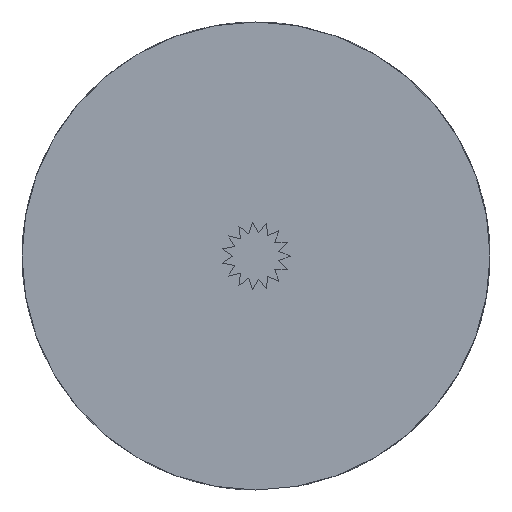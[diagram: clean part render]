
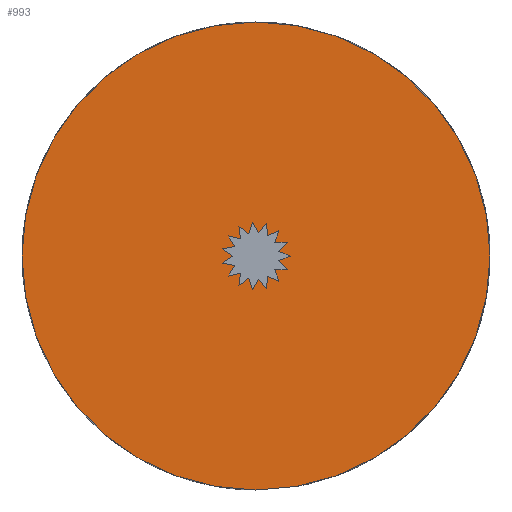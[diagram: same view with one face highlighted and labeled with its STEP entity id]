
A CAD part, front view. The second image highlights one B-rep face of the part: STEP entity #993.
In plain terms, the highlighted planar face has unit normal (0, -1, 0).
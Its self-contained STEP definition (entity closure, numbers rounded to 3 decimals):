
#32=CIRCLE('',#1056,50.);
#71=PLANE('',#1091);
#88=LINE('',#1852,#191);
#91=LINE('',#1858,#194);
#94=LINE('',#1864,#197);
#97=LINE('',#1870,#200);
#100=LINE('',#1876,#203);
#103=LINE('',#1882,#206);
#106=LINE('',#1888,#209);
#109=LINE('',#1894,#212);
#112=LINE('',#1900,#215);
#115=LINE('',#1906,#218);
#118=LINE('',#1912,#221);
#121=LINE('',#1918,#224);
#124=LINE('',#1924,#227);
#127=LINE('',#1930,#230);
#130=LINE('',#1936,#233);
#133=LINE('',#1942,#236);
#136=LINE('',#1948,#239);
#139=LINE('',#1954,#242);
#142=LINE('',#1960,#245);
#145=LINE('',#1966,#248);
#148=LINE('',#1972,#251);
#151=LINE('',#1978,#254);
#154=LINE('',#1984,#257);
#157=LINE('',#1990,#260);
#160=LINE('',#1996,#263);
#163=LINE('',#2002,#266);
#166=LINE('',#2008,#269);
#169=LINE('',#2014,#272);
#172=LINE('',#2020,#275);
#175=LINE('',#2024,#278);
#191=VECTOR('',#1204,10.);
#194=VECTOR('',#1209,10.);
#197=VECTOR('',#1214,10.);
#200=VECTOR('',#1219,10.);
#203=VECTOR('',#1224,10.);
#206=VECTOR('',#1229,10.);
#209=VECTOR('',#1234,10.);
#212=VECTOR('',#1239,10.);
#215=VECTOR('',#1244,10.);
#218=VECTOR('',#1249,10.);
#221=VECTOR('',#1254,10.);
#224=VECTOR('',#1259,10.);
#227=VECTOR('',#1264,10.);
#230=VECTOR('',#1269,10.);
#233=VECTOR('',#1274,10.);
#236=VECTOR('',#1279,10.);
#239=VECTOR('',#1284,10.);
#242=VECTOR('',#1289,10.);
#245=VECTOR('',#1294,10.);
#248=VECTOR('',#1299,10.);
#251=VECTOR('',#1304,10.);
#254=VECTOR('',#1309,10.);
#257=VECTOR('',#1314,10.);
#260=VECTOR('',#1319,10.);
#263=VECTOR('',#1324,10.);
#266=VECTOR('',#1329,10.);
#269=VECTOR('',#1334,10.);
#272=VECTOR('',#1339,10.);
#275=VECTOR('',#1344,10.);
#278=VECTOR('',#1349,10.);
#297=FACE_BOUND('',#411,.T.);
#350=FACE_OUTER_BOUND('',#410,.T.);
#410=EDGE_LOOP('',(#869));
#411=EDGE_LOOP('',(#870,#871,#872,#873,#874,#875,#876,#877,#878,#879,#880,
#881,#882,#883,#884,#885,#886,#887,#888,#889,#890,#891,#892,#893,#894,#895,
#896,#897,#898,#899));
#452=VERTEX_POINT('',#1796);
#456=VERTEX_POINT('',#1849);
#457=VERTEX_POINT('',#1851);
#459=VERTEX_POINT('',#1857);
#461=VERTEX_POINT('',#1863);
#463=VERTEX_POINT('',#1869);
#465=VERTEX_POINT('',#1875);
#467=VERTEX_POINT('',#1881);
#469=VERTEX_POINT('',#1887);
#471=VERTEX_POINT('',#1893);
#473=VERTEX_POINT('',#1899);
#475=VERTEX_POINT('',#1905);
#477=VERTEX_POINT('',#1911);
#479=VERTEX_POINT('',#1917);
#481=VERTEX_POINT('',#1923);
#483=VERTEX_POINT('',#1929);
#485=VERTEX_POINT('',#1935);
#487=VERTEX_POINT('',#1941);
#489=VERTEX_POINT('',#1947);
#491=VERTEX_POINT('',#1953);
#493=VERTEX_POINT('',#1959);
#495=VERTEX_POINT('',#1965);
#497=VERTEX_POINT('',#1971);
#499=VERTEX_POINT('',#1977);
#501=VERTEX_POINT('',#1983);
#503=VERTEX_POINT('',#1989);
#505=VERTEX_POINT('',#1995);
#507=VERTEX_POINT('',#2001);
#509=VERTEX_POINT('',#2007);
#511=VERTEX_POINT('',#2013);
#513=VERTEX_POINT('',#2019);
#560=EDGE_CURVE('',#452,#452,#32,.T.);
#565=EDGE_CURVE('',#457,#456,#88,.T.);
#568=EDGE_CURVE('',#459,#457,#91,.T.);
#571=EDGE_CURVE('',#461,#459,#94,.T.);
#574=EDGE_CURVE('',#463,#461,#97,.T.);
#577=EDGE_CURVE('',#465,#463,#100,.T.);
#580=EDGE_CURVE('',#467,#465,#103,.T.);
#583=EDGE_CURVE('',#469,#467,#106,.T.);
#586=EDGE_CURVE('',#471,#469,#109,.T.);
#589=EDGE_CURVE('',#473,#471,#112,.T.);
#592=EDGE_CURVE('',#475,#473,#115,.T.);
#595=EDGE_CURVE('',#477,#475,#118,.T.);
#598=EDGE_CURVE('',#479,#477,#121,.T.);
#601=EDGE_CURVE('',#481,#479,#124,.T.);
#604=EDGE_CURVE('',#483,#481,#127,.T.);
#607=EDGE_CURVE('',#485,#483,#130,.T.);
#610=EDGE_CURVE('',#487,#485,#133,.T.);
#613=EDGE_CURVE('',#489,#487,#136,.T.);
#616=EDGE_CURVE('',#491,#489,#139,.T.);
#619=EDGE_CURVE('',#493,#491,#142,.T.);
#622=EDGE_CURVE('',#495,#493,#145,.T.);
#625=EDGE_CURVE('',#497,#495,#148,.T.);
#628=EDGE_CURVE('',#499,#497,#151,.T.);
#631=EDGE_CURVE('',#501,#499,#154,.T.);
#634=EDGE_CURVE('',#503,#501,#157,.T.);
#637=EDGE_CURVE('',#505,#503,#160,.T.);
#640=EDGE_CURVE('',#507,#505,#163,.T.);
#643=EDGE_CURVE('',#509,#507,#166,.T.);
#646=EDGE_CURVE('',#511,#509,#169,.T.);
#649=EDGE_CURVE('',#513,#511,#172,.T.);
#652=EDGE_CURVE('',#456,#513,#175,.T.);
#869=ORIENTED_EDGE('',*,*,#560,.T.);
#870=ORIENTED_EDGE('',*,*,#610,.T.);
#871=ORIENTED_EDGE('',*,*,#607,.T.);
#872=ORIENTED_EDGE('',*,*,#604,.T.);
#873=ORIENTED_EDGE('',*,*,#601,.T.);
#874=ORIENTED_EDGE('',*,*,#598,.T.);
#875=ORIENTED_EDGE('',*,*,#595,.T.);
#876=ORIENTED_EDGE('',*,*,#592,.T.);
#877=ORIENTED_EDGE('',*,*,#589,.T.);
#878=ORIENTED_EDGE('',*,*,#586,.T.);
#879=ORIENTED_EDGE('',*,*,#583,.T.);
#880=ORIENTED_EDGE('',*,*,#580,.T.);
#881=ORIENTED_EDGE('',*,*,#577,.T.);
#882=ORIENTED_EDGE('',*,*,#574,.T.);
#883=ORIENTED_EDGE('',*,*,#571,.T.);
#884=ORIENTED_EDGE('',*,*,#568,.T.);
#885=ORIENTED_EDGE('',*,*,#565,.T.);
#886=ORIENTED_EDGE('',*,*,#652,.T.);
#887=ORIENTED_EDGE('',*,*,#649,.T.);
#888=ORIENTED_EDGE('',*,*,#646,.T.);
#889=ORIENTED_EDGE('',*,*,#643,.T.);
#890=ORIENTED_EDGE('',*,*,#640,.T.);
#891=ORIENTED_EDGE('',*,*,#637,.T.);
#892=ORIENTED_EDGE('',*,*,#634,.T.);
#893=ORIENTED_EDGE('',*,*,#631,.T.);
#894=ORIENTED_EDGE('',*,*,#628,.T.);
#895=ORIENTED_EDGE('',*,*,#625,.T.);
#896=ORIENTED_EDGE('',*,*,#622,.T.);
#897=ORIENTED_EDGE('',*,*,#619,.T.);
#898=ORIENTED_EDGE('',*,*,#616,.T.);
#899=ORIENTED_EDGE('',*,*,#613,.T.);
#993=ADVANCED_FACE('',(#350,#297),#71,.F.);
#1056=AXIS2_PLACEMENT_3D('',#1797,#1190,#1191);
#1091=AXIS2_PLACEMENT_3D('',#2025,#1350,#1351);
#1190=DIRECTION('center_axis',(0.,-1.,0.));
#1191=DIRECTION('ref_axis',(1.,0.,0.));
#1204=DIRECTION('',(-0.654,0.,0.756));
#1209=DIRECTION('',(-0.085,0.,-0.996));
#1214=DIRECTION('',(-0.905,0.,0.425));
#1219=DIRECTION('',(0.328,0.,-0.945));
#1224=DIRECTION('',(-1.,0.,0.02));
#1229=DIRECTION('',(0.684,0.,-0.73));
#1234=DIRECTION('',(-0.921,0.,-0.389));
#1239=DIRECTION('',(0.921,0.,-0.389));
#1244=DIRECTION('',(-0.684,0.,-0.73));
#1249=DIRECTION('',(1.,0.,0.02));
#1254=DIRECTION('',(-0.328,0.,-0.945));
#1259=DIRECTION('',(0.905,0.,0.425));
#1264=DIRECTION('',(0.085,0.,-0.996));
#1269=DIRECTION('',(0.654,0.,0.756));
#1274=DIRECTION('',(0.483,0.,-0.876));
#1279=DIRECTION('',(0.29,0.,0.957));
#1284=DIRECTION('',(0.797,0.,-0.604));
#1289=DIRECTION('',(-0.124,0.,0.992));
#1294=DIRECTION('',(0.974,0.,-0.227));
#1299=DIRECTION('',(-0.517,0.,0.856));
#1304=DIRECTION('',(0.982,0.,0.189));
#1309=DIRECTION('',(-0.82,0.,0.572));
#1314=DIRECTION('',(0.82,0.,0.572));
#1319=DIRECTION('',(-0.982,0.,0.189));
#1324=DIRECTION('',(0.517,0.,0.856));
#1329=DIRECTION('',(-0.974,0.,-0.227));
#1334=DIRECTION('',(0.124,0.,0.992));
#1339=DIRECTION('',(-0.797,0.,-0.604));
#1344=DIRECTION('',(-0.29,0.,0.957));
#1349=DIRECTION('',(-0.483,0.,-0.876));
#1350=DIRECTION('center_axis',(0.,1.,0.));
#1351=DIRECTION('ref_axis',(0.,0.,1.));
#1796=CARTESIAN_POINT('',(-50.,0.,0.));
#1797=CARTESIAN_POINT('Origin',(0.,0.,0.));
#1849=CARTESIAN_POINT('',(0.519,0.,-4.935));
#1851=CARTESIAN_POINT('',(2.256,0.,-6.943));
#1852=CARTESIAN_POINT('',(0.055,0.,-4.4));
#1857=CARTESIAN_POINT('',(2.481,0.,-4.298));
#1858=CARTESIAN_POINT('',(2.654,0.,-2.269));
#1863=CARTESIAN_POINT('',(4.885,0.,-5.425));
#1864=CARTESIAN_POINT('',(1.84,0.,-3.997));
#1869=CARTESIAN_POINT('',(4.015,0.,-2.917));
#1870=CARTESIAN_POINT('',(3.348,0.,-0.994));
#1875=CARTESIAN_POINT('',(6.669,0.,-2.969));
#1876=CARTESIAN_POINT('',(3.306,0.,-2.903));
#1881=CARTESIAN_POINT('',(4.854,0.,-1.032));
#1882=CARTESIAN_POINT('',(3.462,0.,0.454));
#1887=CARTESIAN_POINT('',(7.3,0.,0.));
#1888=CARTESIAN_POINT('',(4.201,0.,-1.307));
#1893=CARTESIAN_POINT('',(4.854,0.,1.032));
#1894=CARTESIAN_POINT('',(2.978,0.,1.823));
#1899=CARTESIAN_POINT('',(6.669,0.,2.969));
#1900=CARTESIAN_POINT('',(4.37,0.,0.515));
#1905=CARTESIAN_POINT('',(4.015,0.,2.917));
#1906=CARTESIAN_POINT('',(1.979,0.,2.877));
#1911=CARTESIAN_POINT('',(4.885,0.,5.425));
#1912=CARTESIAN_POINT('',(3.783,0.,2.248));
#1917=CARTESIAN_POINT('',(2.481,0.,4.298));
#1918=CARTESIAN_POINT('',(0.638,0.,3.433));
#1923=CARTESIAN_POINT('',(2.256,0.,6.943));
#1924=CARTESIAN_POINT('',(2.541,0.,3.592));
#1929=CARTESIAN_POINT('',(0.519,0.,4.935));
#1930=CARTESIAN_POINT('',(-0.813,0.,3.396));
#1935=CARTESIAN_POINT('',(-0.763,0.,7.26));
#1936=CARTESIAN_POINT('',(0.861,0.,4.315));
#1941=CARTESIAN_POINT('',(-1.533,0.,4.72));
#1942=CARTESIAN_POINT('',(-2.124,0.,2.772));
#1947=CARTESIAN_POINT('',(-3.65,0.,6.322));
#1948=CARTESIAN_POINT('',(-0.969,0.,4.292));
#1953=CARTESIAN_POINT('',(-3.321,0.,3.688));
#1954=CARTESIAN_POINT('',(-3.068,0.,1.668));
#1959=CARTESIAN_POINT('',(-5.906,0.,4.291));
#1960=CARTESIAN_POINT('',(-2.631,0.,3.527));
#1965=CARTESIAN_POINT('',(-4.533,0.,2.018));
#1966=CARTESIAN_POINT('',(-3.481,0.,0.276));
#1971=CARTESIAN_POINT('',(-7.14,0.,1.518));
#1972=CARTESIAN_POINT('',(-3.838,0.,2.152));
#1977=CARTESIAN_POINT('',(-4.963,0.,0.));
#1978=CARTESIAN_POINT('',(-3.292,0.,-1.164));
#1983=CARTESIAN_POINT('',(-7.14,0.,-1.518));
#1984=CARTESIAN_POINT('',(-4.381,0.,0.405));
#1989=CARTESIAN_POINT('',(-4.533,0.,-2.018));
#1990=CARTESIAN_POINT('',(-2.534,0.,-2.402));
#1995=CARTESIAN_POINT('',(-5.906,0.,-4.291));
#1996=CARTESIAN_POINT('',(-4.167,0.,-1.412));
#2001=CARTESIAN_POINT('',(-3.321,0.,-3.688));
#2002=CARTESIAN_POINT('',(-1.338,0.,-3.225));
#2007=CARTESIAN_POINT('',(-3.65,0.,-6.322));
#2008=CARTESIAN_POINT('',(-3.233,0.,-2.985));
#2013=CARTESIAN_POINT('',(-1.533,0.,-4.72));
#2014=CARTESIAN_POINT('',(0.09,0.,-3.491));
#2019=CARTESIAN_POINT('',(-0.763,0.,-7.26));
#2020=CARTESIAN_POINT('',(-1.739,0.,-4.042));
#2024=CARTESIAN_POINT('',(1.502,0.,-3.153));
#2025=CARTESIAN_POINT('Origin',(0.,0.,0.));
